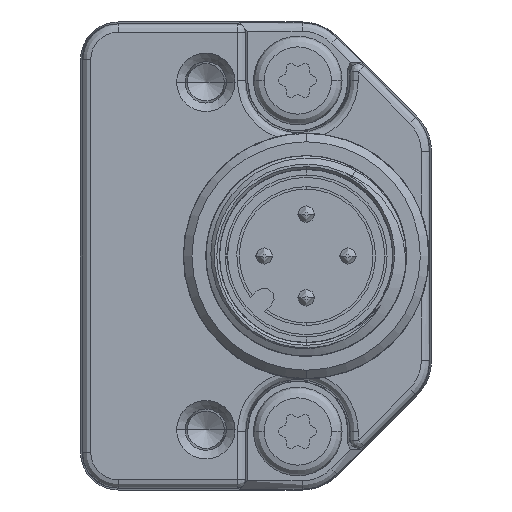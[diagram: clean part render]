
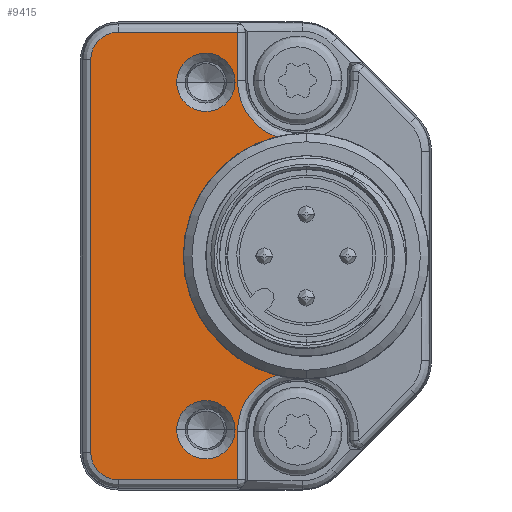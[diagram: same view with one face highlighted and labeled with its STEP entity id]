
A CAD part, left-side view. The second image highlights one B-rep face of the part: STEP entity #9415.
In plain terms, the highlighted planar face has unit normal (-1, 0, 0).
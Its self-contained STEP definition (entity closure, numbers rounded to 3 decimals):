
#563=CARTESIAN_POINT('',(-13.,9.297,-7.127));
#691=CARTESIAN_POINT('',(-13.,9.297,7.127));
#714=CARTESIAN_POINT('',(-13.,8.,-10.5));
#715=DIRECTION('',(1.,0.,0.));
#716=DIRECTION('',(0.,1.,0.));
#717=AXIS2_PLACEMENT_3D('',#714,#715,#716);
#719=DIRECTION('',(0.,0.,1.));
#720=VECTOR('',#719,2.891);
#721=CARTESIAN_POINT('',(-13.,11.614,-13.391));
#722=LINE('',#721,#720);
#723=DIRECTION('',(0.,-1.,0.));
#724=VECTOR('',#723,7.136);
#725=CARTESIAN_POINT('',(-13.,18.75,-13.391));
#726=LINE('',#725,#724);
#727=CARTESIAN_POINT('',(-13.,18.75,-11.75));
#728=DIRECTION('',(-1.,0.,0.));
#729=DIRECTION('',(0.,1.,0.));
#730=AXIS2_PLACEMENT_3D('',#727,#728,#729);
#732=DIRECTION('',(0.,0.,-1.));
#733=VECTOR('',#732,23.5);
#734=CARTESIAN_POINT('',(-13.,20.391,11.75));
#735=LINE('',#734,#733);
#736=CARTESIAN_POINT('',(-13.,18.75,11.75));
#737=DIRECTION('',(-1.,0.,0.));
#738=DIRECTION('',(0.,0.,1.));
#739=AXIS2_PLACEMENT_3D('',#736,#737,#738);
#741=DIRECTION('',(0.,1.,0.));
#742=VECTOR('',#741,7.136);
#743=CARTESIAN_POINT('',(-13.,11.614,13.391));
#744=LINE('',#743,#742);
#745=DIRECTION('',(0.,0.,1.));
#746=VECTOR('',#745,2.891);
#747=CARTESIAN_POINT('',(-13.,11.614,10.5));
#748=LINE('',#747,#746);
#749=CARTESIAN_POINT('',(-13.,8.,10.5));
#750=DIRECTION('',(1.,0.,0.));
#751=DIRECTION('',(0.,0.359,-0.933));
#752=AXIS2_PLACEMENT_3D('',#749,#750,#751);
#754=CARTESIAN_POINT('',(-13.,7.5,0.));
#755=DIRECTION('',(-1.,0.,0.));
#756=DIRECTION('',(0.,0.244,0.97));
#757=AXIS2_PLACEMENT_3D('',#754,#755,#756);
#759=CARTESIAN_POINT('',(-13.,13.5,-10.392));
#760=DIRECTION('',(1.,0.,0.));
#761=DIRECTION('',(0.,1.,0.));
#762=AXIS2_PLACEMENT_3D('',#759,#760,#761);
#764=CARTESIAN_POINT('',(-13.,13.5,-10.392));
#765=DIRECTION('',(1.,0.,0.));
#766=DIRECTION('',(0.,-1.,0.));
#767=AXIS2_PLACEMENT_3D('',#764,#765,#766);
#769=CARTESIAN_POINT('',(-13.,13.5,10.392));
#770=DIRECTION('',(1.,0.,0.));
#771=DIRECTION('',(0.,1.,0.));
#772=AXIS2_PLACEMENT_3D('',#769,#770,#771);
#774=CARTESIAN_POINT('',(-13.,13.5,10.392));
#775=DIRECTION('',(1.,0.,0.));
#776=DIRECTION('',(0.,-1.,0.));
#777=AXIS2_PLACEMENT_3D('',#774,#775,#776);
#7586=VERTEX_POINT('',#563);
#7587=VERTEX_POINT('',#691);
#7620=CARTESIAN_POINT('',(-13.,20.391,-11.75));
#7621=CARTESIAN_POINT('',(-13.,18.75,-13.391));
#7622=VERTEX_POINT('',#7620);
#7623=VERTEX_POINT('',#7621);
#7628=CARTESIAN_POINT('',(-13.,20.391,11.75));
#7629=VERTEX_POINT('',#7628);
#7632=CARTESIAN_POINT('',(-13.,18.75,13.391));
#7633=VERTEX_POINT('',#7632);
#7670=CARTESIAN_POINT('',(-13.,11.614,-10.5));
#7671=VERTEX_POINT('',#7670);
#7672=CARTESIAN_POINT('',(-13.,11.614,-13.391));
#7673=VERTEX_POINT('',#7672);
#7690=CARTESIAN_POINT('',(-13.,11.614,10.5));
#7691=VERTEX_POINT('',#7690);
#7692=CARTESIAN_POINT('',(-13.,11.614,13.391));
#7693=VERTEX_POINT('',#7692);
#7769=CARTESIAN_POINT('',(-13.,15.25,-10.392));
#7770=CARTESIAN_POINT('',(-13.,11.75,-10.392));
#7771=VERTEX_POINT('',#7769);
#7772=VERTEX_POINT('',#7770);
#7773=CARTESIAN_POINT('',(-13.,15.25,10.392));
#7774=CARTESIAN_POINT('',(-13.,11.75,10.392));
#7775=VERTEX_POINT('',#7773);
#7776=VERTEX_POINT('',#7774);
#9380=CARTESIAN_POINT('',(-13.,0.,0.));
#9381=DIRECTION('',(-1.,0.,0.));
#9382=DIRECTION('',(0.,0.,1.));
#9383=AXIS2_PLACEMENT_3D('',#9380,#9381,#9382);
#9384=PLANE('',#9383);
#9385=ORIENTED_EDGE('',*,*,#9228,.F.);
#9387=ORIENTED_EDGE('',*,*,#9386,.F.);
#9389=ORIENTED_EDGE('',*,*,#9388,.F.);
#9391=ORIENTED_EDGE('',*,*,#9390,.F.);
#9393=ORIENTED_EDGE('',*,*,#9392,.F.);
#9395=ORIENTED_EDGE('',*,*,#9394,.F.);
#9397=ORIENTED_EDGE('',*,*,#9396,.F.);
#9398=ORIENTED_EDGE('',*,*,#9371,.F.);
#9399=ORIENTED_EDGE('',*,*,#9329,.F.);
#9400=ORIENTED_EDGE('',*,*,#9243,.T.);
#9401=EDGE_LOOP('',(#9385,#9387,#9389,#9391,#9393,#9395,#9397,#9398,#9399,
#9400));
#9402=FACE_OUTER_BOUND('',#9401,.F.);
#9404=ORIENTED_EDGE('',*,*,#9403,.F.);
#9406=ORIENTED_EDGE('',*,*,#9405,.F.);
#9407=EDGE_LOOP('',(#9404,#9406));
#9408=FACE_BOUND('',#9407,.F.);
#9410=ORIENTED_EDGE('',*,*,#9409,.F.);
#9412=ORIENTED_EDGE('',*,*,#9411,.F.);
#9413=EDGE_LOOP('',(#9410,#9412));
#9414=FACE_BOUND('',#9413,.F.);
#9415=ADVANCED_FACE('',(#9402,#9408,#9414),#9384,.T.);
#718=CIRCLE('',#717,3.614);
#731=CIRCLE('',#730,1.641);
#740=CIRCLE('',#739,1.641);
#753=CIRCLE('',#752,3.614);
#758=CIRCLE('',#757,7.35);
#763=CIRCLE('',#762,1.75);
#768=CIRCLE('',#767,1.75);
#773=CIRCLE('',#772,1.75);
#778=CIRCLE('',#777,1.75);
#9228=EDGE_CURVE('',#7671,#7586,#718,.T.);
#9243=EDGE_CURVE('',#7587,#7586,#758,.T.);
#9329=EDGE_CURVE('',#7587,#7691,#753,.T.);
#9371=EDGE_CURVE('',#7691,#7693,#748,.T.);
#9386=EDGE_CURVE('',#7673,#7671,#722,.T.);
#9388=EDGE_CURVE('',#7623,#7673,#726,.T.);
#9390=EDGE_CURVE('',#7622,#7623,#731,.T.);
#9392=EDGE_CURVE('',#7629,#7622,#735,.T.);
#9394=EDGE_CURVE('',#7633,#7629,#740,.T.);
#9396=EDGE_CURVE('',#7693,#7633,#744,.T.);
#9403=EDGE_CURVE('',#7771,#7772,#763,.T.);
#9405=EDGE_CURVE('',#7772,#7771,#768,.T.);
#9409=EDGE_CURVE('',#7775,#7776,#773,.T.);
#9411=EDGE_CURVE('',#7776,#7775,#778,.T.);
